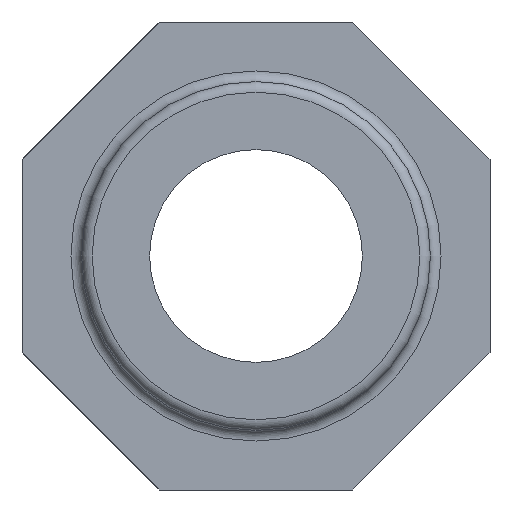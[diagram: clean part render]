
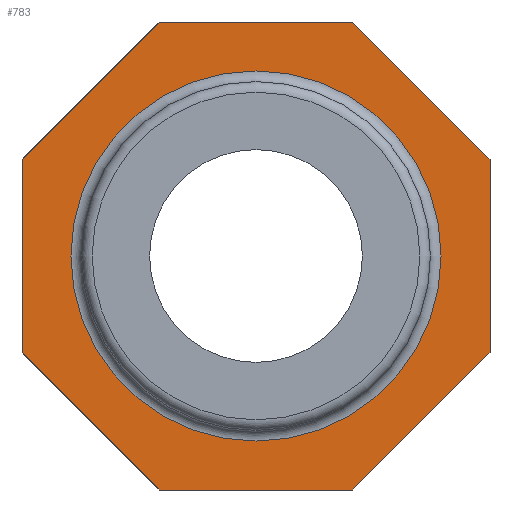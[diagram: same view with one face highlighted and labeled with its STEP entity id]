
A CAD part, front view. The second image highlights one B-rep face of the part: STEP entity #783.
In plain terms, the highlighted planar face has unit normal (0, -1, 0).
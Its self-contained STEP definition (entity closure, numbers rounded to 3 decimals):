
#783 = ADVANCED_FACE( '', ( #1616, #1617 ), #1618, .F. );
#1616 = FACE_BOUND( '', #2511, .T. );
#1617 = FACE_OUTER_BOUND( '', #2512, .T. );
#1618 = PLANE( '', #2513 );
#2511 = EDGE_LOOP( '', ( #5030 ) );
#2512 = EDGE_LOOP( '', ( #5031, #5032, #5033, #5034, #5035, #5036, #5037, #5038 ) );
#2513 = AXIS2_PLACEMENT_3D( '', #5039, #5040, #5041 );
#5030 = ORIENTED_EDGE( '', *, *, #5824, .T. );
#5031 = ORIENTED_EDGE( '', *, *, #5207, .F. );
#5032 = ORIENTED_EDGE( '', *, *, #5833, .F. );
#5033 = ORIENTED_EDGE( '', *, *, #5511, .F. );
#5034 = ORIENTED_EDGE( '', *, *, #5647, .F. );
#5035 = ORIENTED_EDGE( '', *, *, #5280, .F. );
#5036 = ORIENTED_EDGE( '', *, *, #5267, .F. );
#5037 = ORIENTED_EDGE( '', *, *, #5995, .F. );
#5038 = ORIENTED_EDGE( '', *, *, #5362, .F. );
#5039 = CARTESIAN_POINT( '', ( -11., -10., 11. ) );
#5040 = DIRECTION( '', ( 0., 1., 0. ) );
#5041 = DIRECTION( '', ( 0., 0., 1. ) );
#5207 = EDGE_CURVE( '', #6185, #6187, #6188, .T. );
#5267 = EDGE_CURVE( '', #6300, #6302, #6303, .T. );
#5280 = EDGE_CURVE( '', #6302, #6323, #6324, .T. );
#5362 = EDGE_CURVE( '', #6187, #6459, #6460, .T. );
#5511 = EDGE_CURVE( '', #6701, #6703, #6704, .T. );
#5647 = EDGE_CURVE( '', #6323, #6701, #6905, .T. );
#5824 = EDGE_CURVE( '', #7139, #7139, #7140, .T. );
#5833 = EDGE_CURVE( '', #6703, #6185, #7152, .T. );
#5995 = EDGE_CURVE( '', #6459, #6300, #7344, .T. );
#6185 = VERTEX_POINT( '', #7654 );
#6187 = VERTEX_POINT( '', #7657 );
#6188 = LINE( '', #7658, #7659 );
#6300 = VERTEX_POINT( '', #7897 );
#6302 = VERTEX_POINT( '', #7900 );
#6303 = LINE( '', #7901, #7902 );
#6323 = VERTEX_POINT( '', #7930 );
#6324 = LINE( '', #7931, #7932 );
#6459 = VERTEX_POINT( '', #8151 );
#6460 = LINE( '', #8152, #8153 );
#6701 = VERTEX_POINT( '', #8573 );
#6703 = VERTEX_POINT( '', #8576 );
#6704 = LINE( '', #8577, #8578 );
#6905 = LINE( '', #8936, #8937 );
#7139 = VERTEX_POINT( '', #9327 );
#7140 = CIRCLE( '', #9328, 8.7 );
#7152 = LINE( '', #9346, #9347 );
#7344 = LINE( '', #9738, #9739 );
#7654 = CARTESIAN_POINT( '', ( -11., -10., -4.556 ) );
#7657 = CARTESIAN_POINT( '', ( -11., -10., 4.556 ) );
#7658 = CARTESIAN_POINT( '', ( -11., -10., -4.556 ) );
#7659 = VECTOR( '', #9857, 1000. );
#7897 = CARTESIAN_POINT( '', ( 4.556, -10., 11. ) );
#7900 = CARTESIAN_POINT( '', ( 11., -10., 4.556 ) );
#7901 = CARTESIAN_POINT( '', ( 4.556, -10., 11. ) );
#7902 = VECTOR( '', #9915, 1000. );
#7930 = CARTESIAN_POINT( '', ( 11., -10., -4.556 ) );
#7931 = CARTESIAN_POINT( '', ( 11., -10., 4.556 ) );
#7932 = VECTOR( '', #9927, 1000. );
#8151 = CARTESIAN_POINT( '', ( -4.556, -10., 11. ) );
#8152 = CARTESIAN_POINT( '', ( -11., -10., 4.556 ) );
#8153 = VECTOR( '', #10002, 1000. );
#8573 = CARTESIAN_POINT( '', ( 4.556, -10., -11. ) );
#8576 = CARTESIAN_POINT( '', ( -4.556, -10., -11. ) );
#8577 = CARTESIAN_POINT( '', ( 4.556, -10., -11. ) );
#8578 = VECTOR( '', #10151, 1000. );
#8936 = CARTESIAN_POINT( '', ( 11., -10., -4.556 ) );
#8937 = VECTOR( '', #10255, 1000. );
#9327 = CARTESIAN_POINT( '', ( 0., -10., 8.7 ) );
#9328 = AXIS2_PLACEMENT_3D( '', #10384, #10385, #10386 );
#9346 = CARTESIAN_POINT( '', ( -4.556, -10., -11. ) );
#9347 = VECTOR( '', #10396, 1000. );
#9738 = CARTESIAN_POINT( '', ( -4.556, -10., 11. ) );
#9739 = VECTOR( '', #10466, 1000. );
#9857 = DIRECTION( '', ( 0., 0., 1. ) );
#9915 = DIRECTION( '', ( 0.707, 0., -0.707 ) );
#9927 = DIRECTION( '', ( 0., 0., -1. ) );
#10002 = DIRECTION( '', ( 0.707, 0., 0.707 ) );
#10151 = DIRECTION( '', ( -1., 0., 0. ) );
#10255 = DIRECTION( '', ( -0.707, 0., -0.707 ) );
#10384 = CARTESIAN_POINT( '', ( 0., -10., 0. ) );
#10385 = DIRECTION( '', ( 0., 1., 0. ) );
#10386 = DIRECTION( '', ( 0., 0., 1. ) );
#10396 = DIRECTION( '', ( -0.707, 0., 0.707 ) );
#10466 = DIRECTION( '', ( 1., 0., 0. ) );
